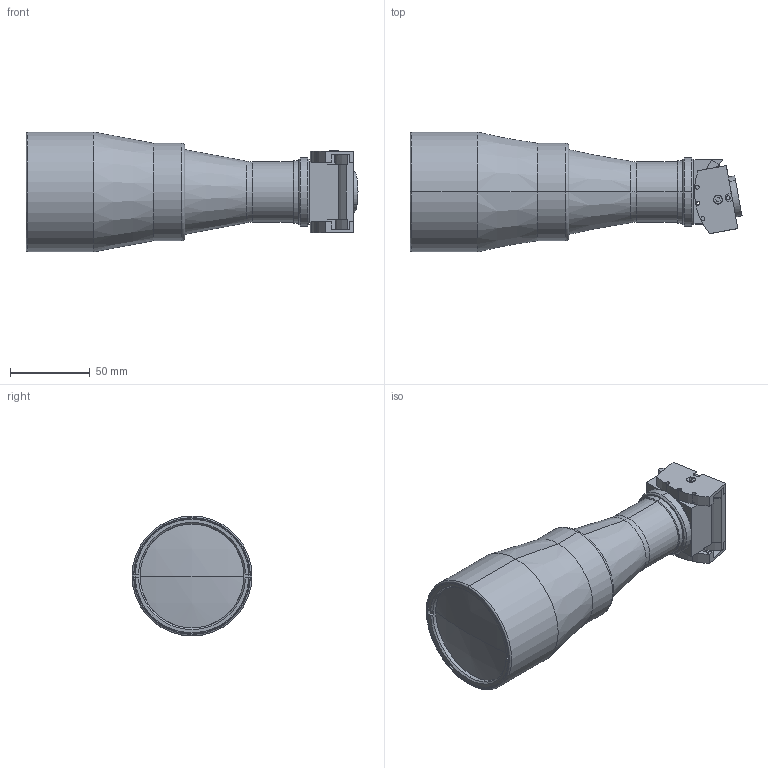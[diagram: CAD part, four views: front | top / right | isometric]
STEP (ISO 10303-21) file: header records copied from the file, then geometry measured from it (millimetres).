
FILE_DESCRIPTION (( 'STEP AP214' ), '1' );
FILE_NAME ('TCSM048.STEP', '2011-04-04T12:33:25', ( '--' ), ( '' ), 'SwSTEP 2.0', 'SolidWorks 2011', '' );
FILE_SCHEMA (( 'AUTOMOTIVE_DESIGN' ));
Length unit declared in the file: millimetre
Products named in the file (1): TCSM048
Bounding box: 207.62 x 75 x 75 mm (x, y, z)
Surface area: 62164.5 mm2 (no closed solid volume)
Topology: 0 solids, 23 shells, 244 faces, 911 edges, 681 vertices
Faces by surface type: cylinder 114, plane 100, cone 17, torus 8, bspline 3, sphere 2
Entity records: 13350 total; most frequent: CARTESIAN_POINT 2785, DIRECTION 1746, ORIENTED_EDGE 1405, EDGE_CURVE 911, VERTEX_POINT 681, AXIS2_PLACEMENT_3D 656, VECTOR 434, LINE 434
